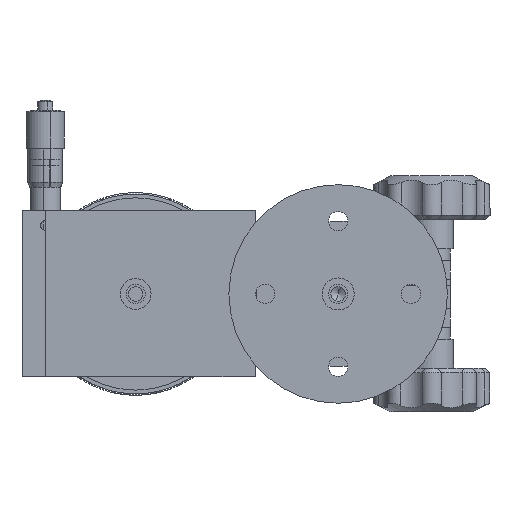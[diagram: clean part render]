
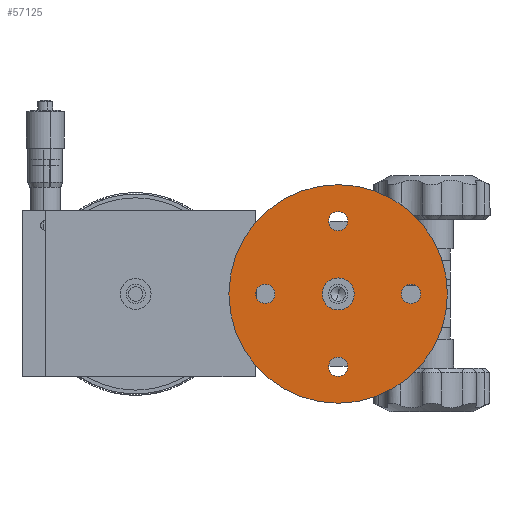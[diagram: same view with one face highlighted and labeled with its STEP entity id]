
A CAD part, front view. The second image highlights one B-rep face of the part: STEP entity #57125.
In plain terms, the highlighted planar face has unit normal (0, -1, 0).
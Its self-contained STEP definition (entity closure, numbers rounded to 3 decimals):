
#515 = FACE_BOUND ( 'NONE', #69101, .T. ) ;
#1786 = CIRCLE ( 'NONE', #72114, 3.3 ) ;
#1792 = DIRECTION ( 'NONE',  ( 0., -1., 0. ) ) ;
#2117 = DIRECTION ( 'NONE',  ( 0., 0., 1. ) ) ;
#4548 = FACE_OUTER_BOUND ( 'NONE', #67836, .T. ) ;
#4717 = VERTEX_POINT ( 'NONE', #74261 ) ;
#5126 = AXIS2_PLACEMENT_3D ( 'NONE', #43248, #68822, #60024 ) ;
#6262 = DIRECTION ( 'NONE',  ( 0., 1., 0. ) ) ;
#7766 = CARTESIAN_POINT ( 'NONE',  ( -25., -118.207, 3.3 ) ) ;
#10141 = CARTESIAN_POINT ( 'NONE',  ( 0., -118.207, 0. ) ) ;
#12585 = CIRCLE ( 'NONE', #5126, 37.5 ) ;
#17617 = ORIENTED_EDGE ( 'NONE', *, *, #34270, .T. ) ;
#19964 = DIRECTION ( 'NONE',  ( 0., 0., 1. ) ) ;
#20360 = DIRECTION ( 'NONE',  ( 0., 1., 0. ) ) ;
#22082 = AXIS2_PLACEMENT_3D ( 'NONE', #40360, #30802, #23153 ) ;
#22269 = FACE_BOUND ( 'NONE', #23614, .T. ) ;
#23153 = DIRECTION ( 'NONE',  ( 0., 0., 1. ) ) ;
#23614 = EDGE_LOOP ( 'NONE', ( #88943, #40529 ) ) ;
#25207 = VERTEX_POINT ( 'NONE', #45661 ) ;
#27202 = ORIENTED_EDGE ( 'NONE', *, *, #67557, .F. ) ;
#27565 = CIRCLE ( 'NONE', #90586, 3.3 ) ;
#28819 = EDGE_LOOP ( 'NONE', ( #89862, #56478 ) ) ;
#29745 = EDGE_CURVE ( 'NONE', #72283, #36615, #106801, .T. ) ;
#29870 = CARTESIAN_POINT ( 'NONE',  ( 25., -118.207, 3.3 ) ) ;
#30802 = DIRECTION ( 'NONE',  ( 0., 1., 0. ) ) ;
#31138 = VERTEX_POINT ( 'NONE', #32939 ) ;
#32263 = DIRECTION ( 'NONE',  ( 0., 0., 1. ) ) ;
#32939 = CARTESIAN_POINT ( 'NONE',  ( 0., -118.207, 5.5 ) ) ;
#34270 = EDGE_CURVE ( 'NONE', #100876, #103941, #1786, .T. ) ;
#35333 = DIRECTION ( 'NONE',  ( 0., -1., 0. ) ) ;
#35996 = FACE_BOUND ( 'NONE', #28819, .T. ) ;
#36072 = PLANE ( 'NONE',  #109921 ) ;
#36615 = VERTEX_POINT ( 'NONE', #7766 ) ;
#36770 = CIRCLE ( 'NONE', #87648, 3.3 ) ;
#37473 = EDGE_CURVE ( 'NONE', #36615, #72283, #36770, .T. ) ;
#38991 = CARTESIAN_POINT ( 'NONE',  ( 0., -118.207, 28.3 ) ) ;
#40360 = CARTESIAN_POINT ( 'NONE',  ( 0., -118.207, 25. ) ) ;
#40480 = CARTESIAN_POINT ( 'NONE',  ( 25., -118.207, 0. ) ) ;
#40529 = ORIENTED_EDGE ( 'NONE', *, *, #29745, .T. ) ;
#41403 = DIRECTION ( 'NONE',  ( 0., -1., 0. ) ) ;
#43248 = CARTESIAN_POINT ( 'NONE',  ( 0., -118.207, 0. ) ) ;
#45656 = DIRECTION ( 'NONE',  ( 0., 0., -1. ) ) ;
#45661 = CARTESIAN_POINT ( 'NONE',  ( 0., -118.207, -28.3 ) ) ;
#47678 = CARTESIAN_POINT ( 'NONE',  ( 0., -118.207, -37.5 ) ) ;
#47944 = DIRECTION ( 'NONE',  ( 0., 1., 0. ) ) ;
#48878 = EDGE_CURVE ( 'NONE', #103941, #100876, #89965, .T. ) ;
#49288 = EDGE_LOOP ( 'NONE', ( #74097, #60681 ) ) ;
#49455 = DIRECTION ( 'NONE',  ( 0., 0., 1. ) ) ;
#49882 = DIRECTION ( 'NONE',  ( 0., 1., 0. ) ) ;
#50224 = DIRECTION ( 'NONE',  ( 0., 0., -1. ) ) ;
#50613 = ORIENTED_EDGE ( 'NONE', *, *, #97376, .F. ) ;
#52410 = EDGE_CURVE ( 'NONE', #104316, #4717, #91390, .T. ) ;
#53694 = CARTESIAN_POINT ( 'NONE',  ( 0., -118.207, 0. ) ) ;
#53771 = ORIENTED_EDGE ( 'NONE', *, *, #88306, .T. ) ;
#54058 = EDGE_CURVE ( 'NONE', #4717, #104316, #104772, .T. ) ;
#55588 = CARTESIAN_POINT ( 'NONE',  ( -25., -118.207, -3.3 ) ) ;
#56478 = ORIENTED_EDGE ( 'NONE', *, *, #54058, .T. ) ;
#56487 = FACE_BOUND ( 'NONE', #65761, .T. ) ;
#57125 = ADVANCED_FACE ( 'NONE', ( #56487, #22269, #35996, #515, #70167, #4548 ), #36072, .F. ) ;
#60024 = DIRECTION ( 'NONE',  ( 0., 0., -1. ) ) ;
#60681 = ORIENTED_EDGE ( 'NONE', *, *, #69081, .T. ) ;
#60995 = CARTESIAN_POINT ( 'NONE',  ( 0., -118.207, -5.5 ) ) ;
#62983 = DIRECTION ( 'NONE',  ( 0., 0., 1. ) ) ;
#63355 = CARTESIAN_POINT ( 'NONE',  ( -25., -118.207, 0. ) ) ;
#65003 = DIRECTION ( 'NONE',  ( 0., 1., 0. ) ) ;
#65761 = EDGE_LOOP ( 'NONE', ( #27202, #50613 ) ) ;
#66824 = DIRECTION ( 'NONE',  ( 0., 0., 1. ) ) ;
#67336 = CARTESIAN_POINT ( 'NONE',  ( 0., -118.207, -25. ) ) ;
#67557 = EDGE_CURVE ( 'NONE', #71943, #31138, #107053, .T. ) ;
#67836 = EDGE_LOOP ( 'NONE', ( #85254, #53771 ) ) ;
#68822 = DIRECTION ( 'NONE',  ( 0., -1., 0. ) ) ;
#69081 = EDGE_CURVE ( 'NONE', #25207, #93475, #112286, .T. ) ;
#69101 = EDGE_LOOP ( 'NONE', ( #99950, #17617 ) ) ;
#70167 = FACE_BOUND ( 'NONE', #49288, .T. ) ;
#71202 = AXIS2_PLACEMENT_3D ( 'NONE', #76715, #85471, #94650 ) ;
#71943 = VERTEX_POINT ( 'NONE', #60995 ) ;
#72114 = AXIS2_PLACEMENT_3D ( 'NONE', #72281, #65003, #19964 ) ;
#72281 = CARTESIAN_POINT ( 'NONE',  ( 25., -118.207, 0. ) ) ;
#72283 = VERTEX_POINT ( 'NONE', #55588 ) ;
#73232 = AXIS2_PLACEMENT_3D ( 'NONE', #63355, #88192, #62983 ) ;
#74097 = ORIENTED_EDGE ( 'NONE', *, *, #88623, .T. ) ;
#74261 = CARTESIAN_POINT ( 'NONE',  ( 0., -118.207, 21.7 ) ) ;
#74817 = DIRECTION ( 'NONE',  ( 0., 1., 0. ) ) ;
#75806 = CARTESIAN_POINT ( 'NONE',  ( -25., -118.207, 0. ) ) ;
#76715 = CARTESIAN_POINT ( 'NONE',  ( 0., -118.207, -25. ) ) ;
#79754 = CARTESIAN_POINT ( 'NONE',  ( 0., -118.207, -21.7 ) ) ;
#81062 = CARTESIAN_POINT ( 'NONE',  ( 0., -118.207, 0. ) ) ;
#85008 = VERTEX_POINT ( 'NONE', #111309 ) ;
#85254 = ORIENTED_EDGE ( 'NONE', *, *, #91161, .T. ) ;
#85350 = AXIS2_PLACEMENT_3D ( 'NONE', #53694, #1792, #88411 ) ;
#85471 = DIRECTION ( 'NONE',  ( 0., 1., 0. ) ) ;
#87648 = AXIS2_PLACEMENT_3D ( 'NONE', #75806, #49882, #32263 ) ;
#88192 = DIRECTION ( 'NONE',  ( 0., 1., 0. ) ) ;
#88306 = EDGE_CURVE ( 'NONE', #85008, #93496, #93205, .T. ) ;
#88411 = DIRECTION ( 'NONE',  ( 0., 0., -1. ) ) ;
#88623 = EDGE_CURVE ( 'NONE', #93475, #25207, #27565, .T. ) ;
#88943 = ORIENTED_EDGE ( 'NONE', *, *, #37473, .T. ) ;
#89862 = ORIENTED_EDGE ( 'NONE', *, *, #52410, .T. ) ;
#89965 = CIRCLE ( 'NONE', #94108, 3.3 ) ;
#90586 = AXIS2_PLACEMENT_3D ( 'NONE', #67336, #6262, #101273 ) ;
#91161 = EDGE_CURVE ( 'NONE', #93496, #85008, #12585, .T. ) ;
#91390 = CIRCLE ( 'NONE', #99543, 3.3 ) ;
#93205 = CIRCLE ( 'NONE', #85350, 37.5 ) ;
#93475 = VERTEX_POINT ( 'NONE', #79754 ) ;
#93496 = VERTEX_POINT ( 'NONE', #47678 ) ;
#94108 = AXIS2_PLACEMENT_3D ( 'NONE', #40480, #74817, #66824 ) ;
#94650 = DIRECTION ( 'NONE',  ( 0., 0., 1. ) ) ;
#96946 = AXIS2_PLACEMENT_3D ( 'NONE', #10141, #35333, #45656 ) ;
#97376 = EDGE_CURVE ( 'NONE', #31138, #71943, #111203, .T. ) ;
#99543 = AXIS2_PLACEMENT_3D ( 'NONE', #109405, #47944, #49455 ) ;
#99950 = ORIENTED_EDGE ( 'NONE', *, *, #48878, .T. ) ;
#100876 = VERTEX_POINT ( 'NONE', #106546 ) ;
#101273 = DIRECTION ( 'NONE',  ( 0., 0., 1. ) ) ;
#102839 = CARTESIAN_POINT ( 'NONE',  ( 0., -118.207, 0. ) ) ;
#103941 = VERTEX_POINT ( 'NONE', #29870 ) ;
#104316 = VERTEX_POINT ( 'NONE', #38991 ) ;
#104772 = CIRCLE ( 'NONE', #22082, 3.3 ) ;
#106546 = CARTESIAN_POINT ( 'NONE',  ( 25., -118.207, -3.3 ) ) ;
#106801 = CIRCLE ( 'NONE', #73232, 3.3 ) ;
#107053 = CIRCLE ( 'NONE', #109801, 5.5 ) ;
#109405 = CARTESIAN_POINT ( 'NONE',  ( 0., -118.207, 25. ) ) ;
#109801 = AXIS2_PLACEMENT_3D ( 'NONE', #102839, #41403, #50224 ) ;
#109921 = AXIS2_PLACEMENT_3D ( 'NONE', #81062, #20360, #2117 ) ;
#111203 = CIRCLE ( 'NONE', #96946, 5.5 ) ;
#111309 = CARTESIAN_POINT ( 'NONE',  ( 0., -118.207, 37.5 ) ) ;
#112286 = CIRCLE ( 'NONE', #71202, 3.3 ) ;
